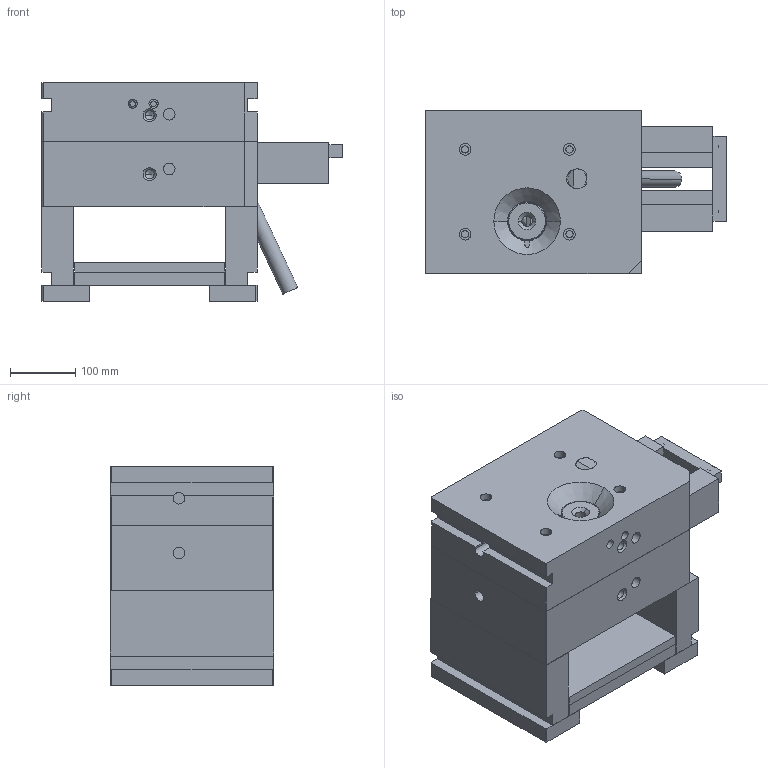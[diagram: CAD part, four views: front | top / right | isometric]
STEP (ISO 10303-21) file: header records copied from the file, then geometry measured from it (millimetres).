
FILE_DESCRIPTION((''),'2;1');
FILE_NAME('MFG0001_ASM','2018-07-10T',('Administrator'),(''),'CREO PARAMETRIC BY PTC INC, 2014190','CREO PARAMETRIC BY PTC INC, 2014190','');
FILE_SCHEMA(('CONFIG_CONTROL_DESIGN'));
Length unit declared in the file: millimetre
Products named in the file (20): 2; MFG0001_REF; MOLD_VOL_2; MOLD_VOL_3; MOLD_VOL_4; 95004; TIHUAN; FLZ; GK1; B; A; HK; XDZ; PRT0002; MJ; TB; DB; DZB; MZB; MFG0001_ASM
Assembly tree (19 placements, depth 2):
  MFG0001_ASM
    2
    MFG0001_REF
    MOLD_VOL_2
    MOLD_VOL_3
    MOLD_VOL_4
    95004
    TIHUAN
    FLZ
    GK1
    B
    A
    HK
    XDZ
    PRT0002
    MJ
    TB
    DB
    DZB
    MZB
Bounding box: 460 x 250 x 335.3 mm (x, y, z)
Volume: 21687051.7 mm3; surface area: 1816042.1 mm2
Topology: 21 solids, 21 shells, 859 faces, 2185 edges, 1374 vertices
Faces by surface type: plane 356, cylinder 273, cone 126, bspline 79, torus 25
Entity records: 30880 total; most frequent: CARTESIAN_POINT 9845, ORIENTED_EDGE 4330, DIRECTION 4281, EDGE_CURVE 2165, AXIS2_PLACEMENT_3D 1544, VERTEX_POINT 1374, VECTOR 1193, LINE 1193
